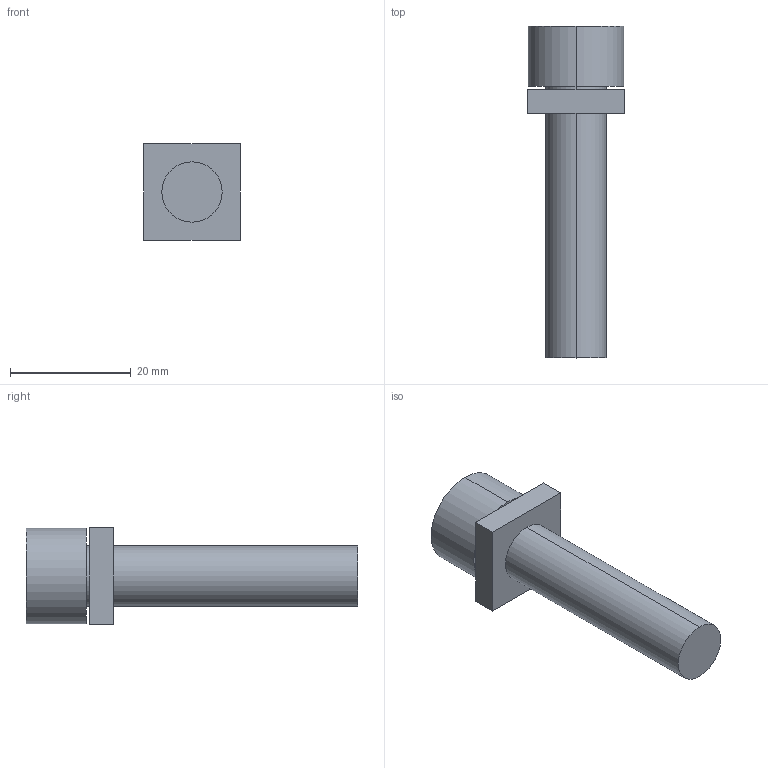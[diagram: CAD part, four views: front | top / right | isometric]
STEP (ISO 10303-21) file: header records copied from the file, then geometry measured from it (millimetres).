
FILE_DESCRIPTION (( 'STEP AP214' ), '1' );
FILE_NAME ('MiteeBite-25736.step', '2013-10-02T20:10:15', ( 'Windows User' ), ( '' ), 'SwSTEP 2.0', 'SolidWorks 2013', '' );
FILE_SCHEMA (( 'AUTOMOTIVE_DESIGN' ));
Length unit declared in the file: millimetre
Products named in the file (1): MiteeBite-25736
Bounding box: 16 x 55 x 16 mm (x, y, z)
Volume: 5821.7 mm3; surface area: 2973.2 mm2
Topology: 1 solids, 1 shells, 22 faces, 48 edges, 32 vertices
Faces by surface type: plane 16, cylinder 6
Entity records: 638 total; most frequent: DIRECTION 106, CARTESIAN_POINT 103, ORIENTED_EDGE 96, EDGE_CURVE 48, VECTOR 36, LINE 36, AXIS2_PLACEMENT_3D 35, VERTEX_POINT 32
